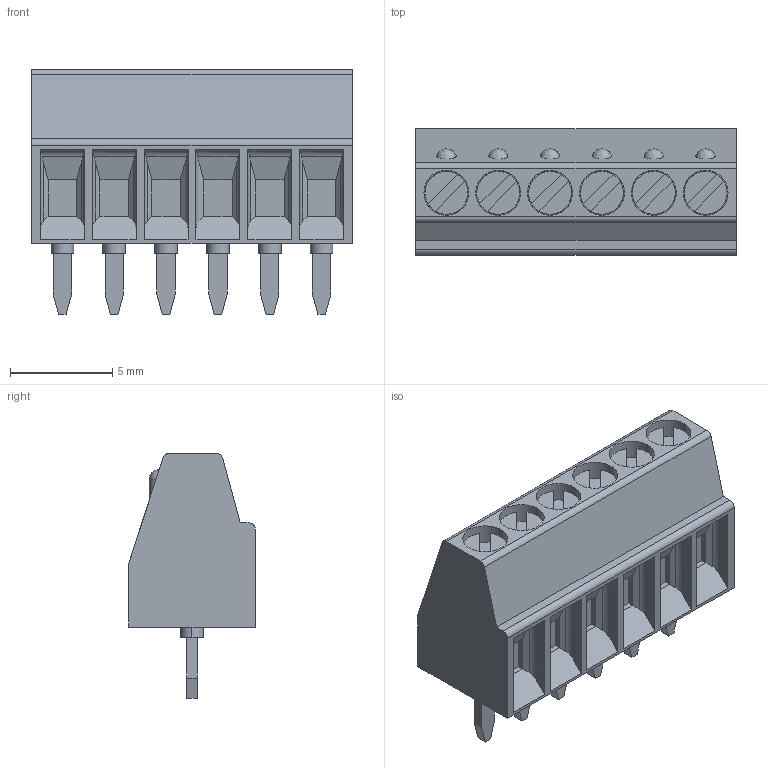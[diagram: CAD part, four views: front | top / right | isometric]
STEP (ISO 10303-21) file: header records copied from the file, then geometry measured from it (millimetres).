
FILE_DESCRIPTION (( 'STEP AP214' ), '1' );
FILE_NAME ('mpt_0,5-6-2,54.STEP', '2018-10-28T17:39:11', ( '' ), ( '' ), 'SwSTEP 2.0', 'SolidWorks 2016', '' );
FILE_SCHEMA (( 'AUTOMOTIVE_DESIGN' ));
Length unit declared in the file: millimetre
Products named in the file (1): mpt_0,5-6-2,54
Bounding box: 15.7 x 6.2 x 12 mm (x, y, z)
Volume: 629.3 mm3; surface area: 769.7 mm2
Topology: 1 solids, 1 shells, 277 faces, 681 edges, 446 vertices
Faces by surface type: plane 182, cylinder 83, bspline 12
Entity records: 11422 total; most frequent: CARTESIAN_POINT 1797, ORIENTED_EDGE 1362, DIRECTION 1331, EDGE_CURVE 681, VECTOR 455, LINE 455, VERTEX_POINT 446, AXIS2_PLACEMENT_3D 438
